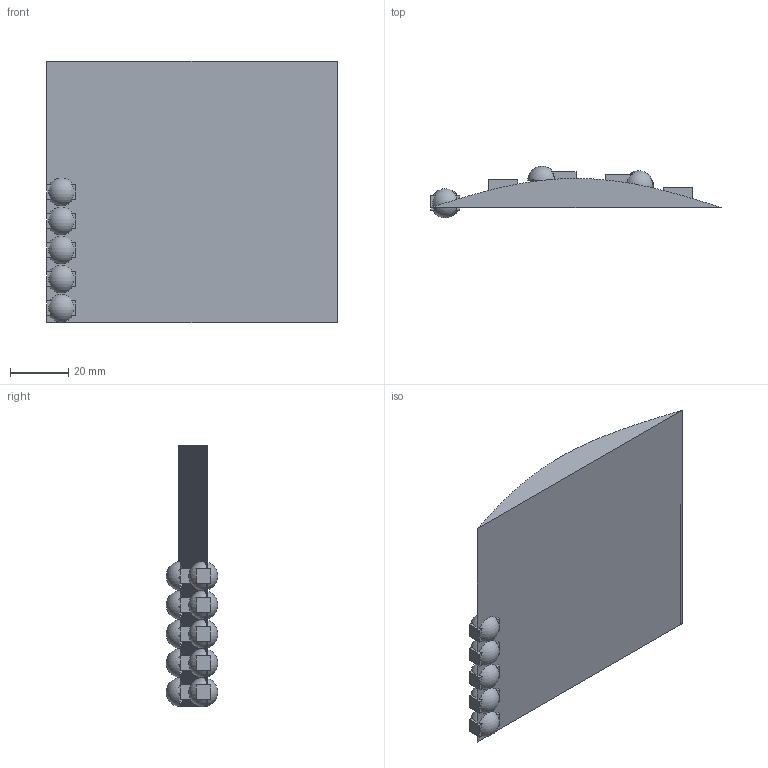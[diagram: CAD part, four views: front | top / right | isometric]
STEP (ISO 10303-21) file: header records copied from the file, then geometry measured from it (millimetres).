
FILE_DESCRIPTION(('Open CASCADE Model'),'2;1');
FILE_NAME('Open CASCADE Shape Model','2024-05-30T19:10:34',('Author'),( 'Open CASCADE'),'Open CASCADE STEP processor 7.7','Open CASCADE 7.7' ,'Unknown');
FILE_SCHEMA(('AUTOMOTIVE_DESIGN { 1 0 10303 214 1 1 1 1 }'));
Length unit declared in the file: millimetre
Products named in the file (1): Open CASCADE STEP translator 7.7 34
Bounding box: 100 x 17.7 x 90 mm (x, y, z)
Volume: 58961.3 mm3; surface area: 23812.5 mm2
Topology: 1 solids, 1 shells, 604 faces, 1760 edges, 1129 vertices
Faces by surface type: plane 584, sphere 20
Entity records: 50015 total; most frequent: CARTESIAN_POINT 16437, DIRECTION 6032, LINE 3572, VECTOR 3572, ORIENTED_EDGE 3450, PCURVE 3450, DEFINITIONAL_REPRESENTATION 3450, EDGE_CURVE 1725
